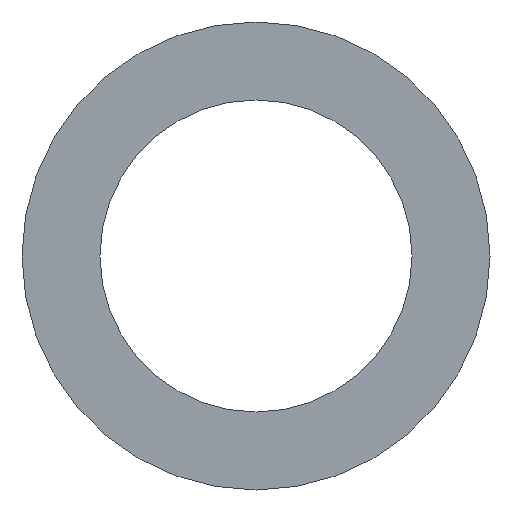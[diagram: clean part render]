
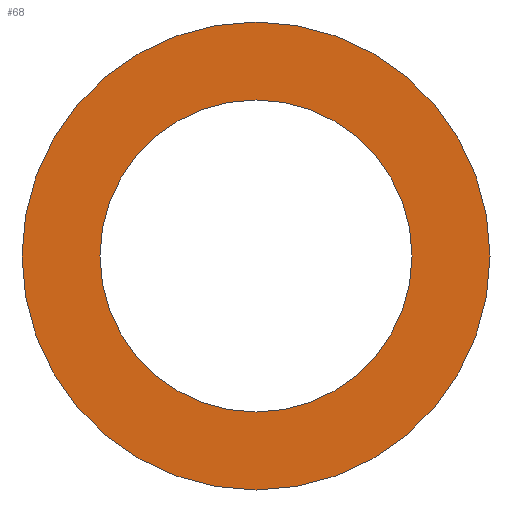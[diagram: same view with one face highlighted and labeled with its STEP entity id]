
A CAD part, front view. The second image highlights one B-rep face of the part: STEP entity #68.
In plain terms, the highlighted planar face has unit normal (0, -1, 0).
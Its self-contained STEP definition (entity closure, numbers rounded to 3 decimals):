
#4 = CARTESIAN_POINT ( 'NONE',  ( 0., 0., 3.75 ) ) ;
#5 = CARTESIAN_POINT ( 'NONE',  ( 0., 0., -3.75 ) ) ;
#41 = EDGE_CURVE ( 'NONE', #168, #169, #79, .T. ) ;
#44 = EDGE_CURVE ( 'NONE', #169, #168, #83, .T. ) ;
#55 = EDGE_CURVE ( 'NONE', #156, #157, #98, .T. ) ;
#68 = ADVANCED_FACE ( 'NONE', ( #240, #241 ), #360, .T. ) ;
#69 = EDGE_CURVE ( 'NONE', #157, #156, #115, .T. ) ;
#79 = CIRCLE ( 'NONE', #80, 3.75 ) ;
#80 = AXIS2_PLACEMENT_3D ( 'NONE', #285, #286, #287 ) ;
#83 = CIRCLE ( 'NONE', #85, 3.75 ) ;
#85 = AXIS2_PLACEMENT_3D ( 'NONE', #293, #294, #295 ) ;
#98 = CIRCLE ( 'NONE', #102, 2.5 ) ;
#102 = AXIS2_PLACEMENT_3D ( 'NONE', #320, #321, #322 ) ;
#115 = CIRCLE ( 'NONE', #118, 2.5 ) ;
#117 = AXIS2_PLACEMENT_3D ( 'NONE', #361, #362, #363 ) ;
#118 = AXIS2_PLACEMENT_3D ( 'NONE', #364, #365, #366 ) ;
#141 = EDGE_LOOP ( 'NONE', ( #174, #175 ) ) ;
#147 = EDGE_LOOP ( 'NONE', ( #172, #173 ) ) ;
#156 = VERTEX_POINT ( 'NONE', #367 ) ;
#157 = VERTEX_POINT ( 'NONE', #368 ) ;
#168 = VERTEX_POINT ( 'NONE', #4 ) ;
#169 = VERTEX_POINT ( 'NONE', #5 ) ;
#172 = ORIENTED_EDGE ( 'NONE', *, *, #44, .T. ) ;
#173 = ORIENTED_EDGE ( 'NONE', *, *, #41, .T. ) ;
#174 = ORIENTED_EDGE ( 'NONE', *, *, #69, .F. ) ;
#175 = ORIENTED_EDGE ( 'NONE', *, *, #55, .F. ) ;
#240 = FACE_OUTER_BOUND ( 'NONE', #147, .T. ) ;
#241 = FACE_BOUND ( 'NONE', #141, .T. ) ;
#285 = CARTESIAN_POINT ( 'NONE',  ( 0., 0., 0. ) ) ;
#286 = DIRECTION ( 'NONE',  ( 0., -1., 0. ) ) ;
#287 = DIRECTION ( 'NONE',  ( 0., 0., -1. ) ) ;
#293 = CARTESIAN_POINT ( 'NONE',  ( 0., 0., 0. ) ) ;
#294 = DIRECTION ( 'NONE',  ( 0., -1., 0. ) ) ;
#295 = DIRECTION ( 'NONE',  ( 0., 0., -1. ) ) ;
#320 = CARTESIAN_POINT ( 'NONE',  ( 0., 0., 0. ) ) ;
#321 = DIRECTION ( 'NONE',  ( 0., -1., 0. ) ) ;
#322 = DIRECTION ( 'NONE',  ( 0., 0., -1. ) ) ;
#360 = PLANE ( 'NONE',  #117 ) ;
#361 = CARTESIAN_POINT ( 'NONE',  ( 2.5, 0., 0. ) ) ;
#362 = DIRECTION ( 'NONE',  ( 0., -1., 0. ) ) ;
#363 = DIRECTION ( 'NONE',  ( 0., 0., -1. ) ) ;
#364 = CARTESIAN_POINT ( 'NONE',  ( 0., 0., 0. ) ) ;
#365 = DIRECTION ( 'NONE',  ( 0., -1., 0. ) ) ;
#366 = DIRECTION ( 'NONE',  ( 0., 0., -1. ) ) ;
#367 = CARTESIAN_POINT ( 'NONE',  ( 0., 0., 2.5 ) ) ;
#368 = CARTESIAN_POINT ( 'NONE',  ( 0., 0., -2.5 ) ) ;
